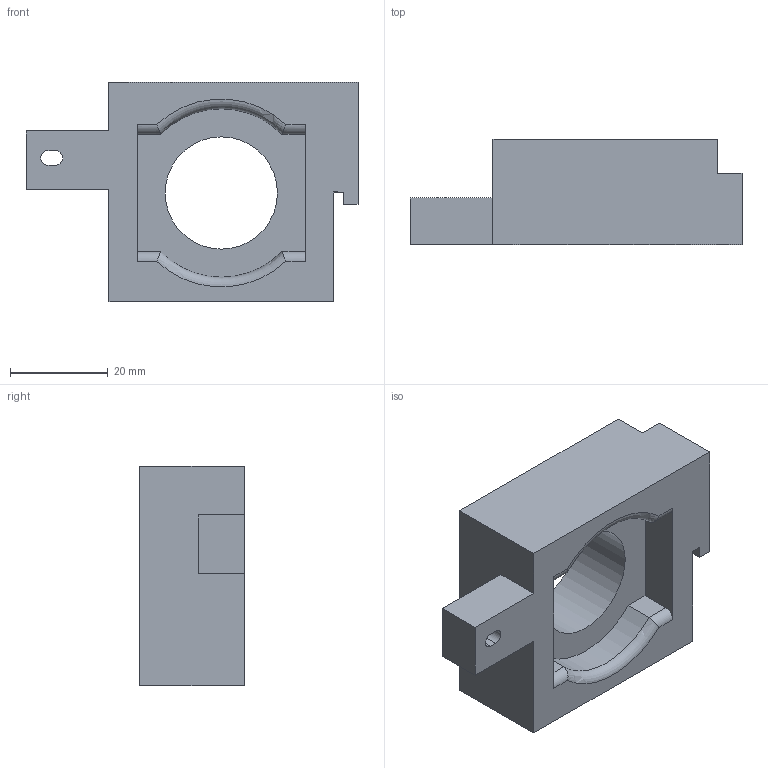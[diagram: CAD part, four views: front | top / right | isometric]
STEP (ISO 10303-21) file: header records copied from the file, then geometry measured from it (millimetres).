
FILE_DESCRIPTION( ( '' ), ' ' );
FILE_NAME( '5a81b5d18025f60fd274abfc.step', '2018-02-12T15:42:10', ( '' ), ( '' ), ' ', ' ', ' ' );
FILE_SCHEMA( ( 'AUTOMOTIVE_DESIGN { 1 0 10303 214 1 1 1 1 }' ) );
Length unit declared in the file: metre
Products named in the file (1): stopper
Bounding box: 68 x 21.5 x 45 mm (x, y, z)
Volume: 34204.7 mm3; surface area: 10526.5 mm2
Topology: 1 solids, 1 shells, 37 faces, 99 edges, 65 vertices
Faces by surface type: plane 26, cylinder 9, torus 2
Full cylindrical faces by diameter (mm): 23 x1
Entity records: 1495 total; most frequent: CARTESIAN_POINT 251, ORIENTED_EDGE 194, DIRECTION 185, EDGE_CURVE 97, LINE 77, VECTOR 77, VERTEX_POINT 64, AXIS2_PLACEMENT_3D 54
